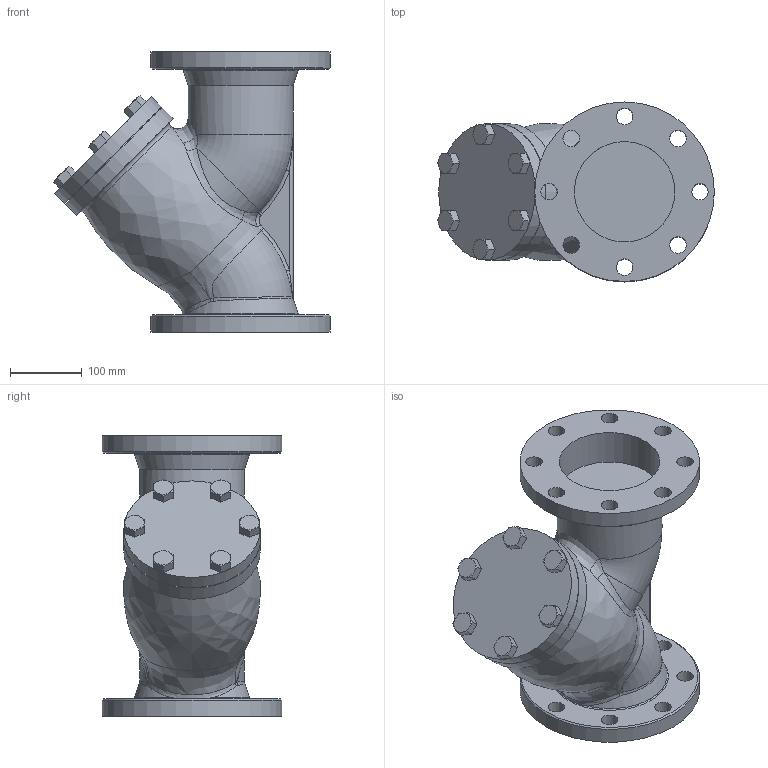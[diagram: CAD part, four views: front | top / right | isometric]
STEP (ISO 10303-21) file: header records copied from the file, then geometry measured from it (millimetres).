
FILE_DESCRIPTION((''),'2;1');
FILE_NAME('yf000-125-jis10-00.stp','2012-07-13T16:19:15',('nakaot'),(''),'Autodesk Inventor 2012','Autodesk Inventor 2012','');
FILE_SCHEMA(('AUTOMOTIVE_DESIGN { 1 0 10303 214 1 1 1 1 }'));
Length unit declared in the file: millimetre
Products named in the file (1): yf000-125-jis10-00
Bounding box: 385.24 x 250 x 390 mm (x, y, z)
Volume: 10872799.8 mm3; surface area: 567218.1 mm2
Topology: 1 solids, 1 shells, 170 faces, 408 edges, 251 vertices
Faces by surface type: plane 57, cone 40, bspline 31, cylinder 30, torus 12
Full cylindrical faces by diameter (mm): 23 x16, 100 x1, 139.8 x2, 146 x1, 190 x2, 250 x2
Entity records: 6270 total; most frequent: CARTESIAN_POINT 2829, ORIENTED_EDGE 710, DIRECTION 638, EDGE_CURVE 355, AXIS2_PLACEMENT_3D 278, EDGE_LOOP 247, VERTEX_POINT 232, FACE_OUTER_BOUND 170
